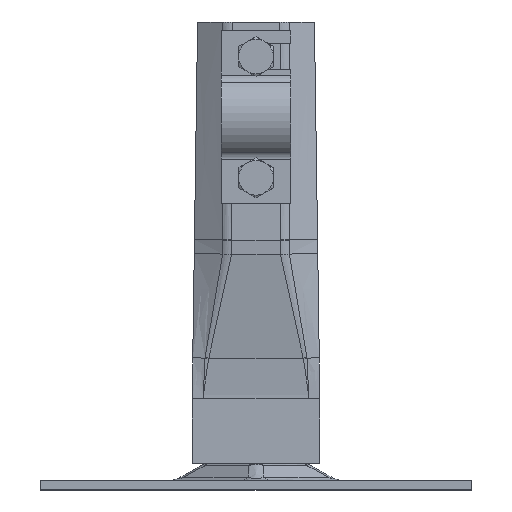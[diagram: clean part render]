
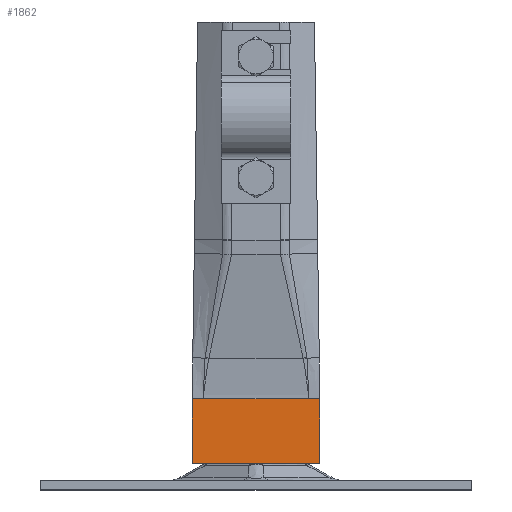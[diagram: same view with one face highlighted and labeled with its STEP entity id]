
A CAD part, top view. The second image highlights one B-rep face of the part: STEP entity #1862.
In plain terms, the highlighted face is planar.
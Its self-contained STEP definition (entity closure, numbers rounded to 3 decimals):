
#390 = DIRECTION ( 'NONE',  ( 0., 0., -1. ) ) ;
#666 = EDGE_CURVE ( 'NONE', #6797, #7822, #4323, .T. ) ;
#1180 = VERTEX_POINT ( 'NONE', #3329 ) ;
#1444 = AXIS2_PLACEMENT_3D ( 'NONE', #7894, #8619, #7253 ) ;
#1468 = CARTESIAN_POINT ( 'NONE',  ( 0., 2., -14.75 ) ) ;
#1697 = FACE_OUTER_BOUND ( 'NONE', #3594, .T. ) ;
#1862 = ADVANCED_FACE ( 'NONE', ( #1697 ), #6614, .F. ) ;
#1916 = CARTESIAN_POINT ( 'NONE',  ( 15., 2., 14.75 ) ) ;
#2068 = EDGE_CURVE ( 'NONE', #1180, #3529, #4283, .T. ) ;
#2087 = EDGE_CURVE ( 'NONE', #8164, #1180, #4869, .T. ) ;
#2192 = ORIENTED_EDGE ( 'NONE', *, *, #2363, .T. ) ;
#2264 = CARTESIAN_POINT ( 'NONE',  ( 15., 2., -12.25 ) ) ;
#2363 = EDGE_CURVE ( 'NONE', #6026, #8164, #6744, .T. ) ;
#2366 = DIRECTION ( 'NONE',  ( 1., 0., 0. ) ) ;
#2425 = LINE ( 'NONE', #8603, #8633 ) ;
#3044 = VECTOR ( 'NONE', #6243, 1000. ) ;
#3099 = CARTESIAN_POINT ( 'NONE',  ( 15., 2., 12.25 ) ) ;
#3259 = CARTESIAN_POINT ( 'NONE',  ( 15., 2., -12.25 ) ) ;
#3329 = CARTESIAN_POINT ( 'NONE',  ( 0., 2., -14.75 ) ) ;
#3529 = VERTEX_POINT ( 'NONE', #8631 ) ;
#3572 = ORIENTED_EDGE ( 'NONE', *, *, #666, .T. ) ;
#3594 = EDGE_LOOP ( 'NONE', ( #3572, #7524, #2192, #8344, #3684, #8099 ) ) ;
#3649 = DIRECTION ( 'NONE',  ( -1., 0., 0. ) ) ;
#3684 = ORIENTED_EDGE ( 'NONE', *, *, #2068, .T. ) ;
#3964 = DIRECTION ( 'NONE',  ( 0., 0., -1. ) ) ;
#4104 = VECTOR ( 'NONE', #3964, 1000. ) ;
#4283 = LINE ( 'NONE', #6429, #3044 ) ;
#4323 = LINE ( 'NONE', #5951, #6108 ) ;
#4572 = EDGE_CURVE ( 'NONE', #6026, #7822, #7825, .T. ) ;
#4633 = VECTOR ( 'NONE', #3649, 1000. ) ;
#4809 = CARTESIAN_POINT ( 'NONE',  ( 15., 2., -14.75 ) ) ;
#4869 = LINE ( 'NONE', #1468, #4633 ) ;
#5480 = EDGE_CURVE ( 'NONE', #3529, #6797, #2425, .T. ) ;
#5586 = VECTOR ( 'NONE', #5722, 1000. ) ;
#5722 = DIRECTION ( 'NONE',  ( 0., 0., 1. ) ) ;
#5951 = CARTESIAN_POINT ( 'NONE',  ( 15., 2., 14.75 ) ) ;
#6026 = VERTEX_POINT ( 'NONE', #3259 ) ;
#6108 = VECTOR ( 'NONE', #390, 1000. ) ;
#6243 = DIRECTION ( 'NONE',  ( 0., 0., 1. ) ) ;
#6429 = CARTESIAN_POINT ( 'NONE',  ( 0., 2., 14.75 ) ) ;
#6614 = PLANE ( 'NONE',  #1444 ) ;
#6744 = LINE ( 'NONE', #1916, #4104 ) ;
#6797 = VERTEX_POINT ( 'NONE', #8669 ) ;
#7253 = DIRECTION ( 'NONE',  ( 0., 0., -1. ) ) ;
#7524 = ORIENTED_EDGE ( 'NONE', *, *, #4572, .F. ) ;
#7822 = VERTEX_POINT ( 'NONE', #3099 ) ;
#7825 = LINE ( 'NONE', #2264, #5586 ) ;
#7894 = CARTESIAN_POINT ( 'NONE',  ( 0., 2., 0. ) ) ;
#8099 = ORIENTED_EDGE ( 'NONE', *, *, #5480, .T. ) ;
#8164 = VERTEX_POINT ( 'NONE', #4809 ) ;
#8344 = ORIENTED_EDGE ( 'NONE', *, *, #2087, .T. ) ;
#8603 = CARTESIAN_POINT ( 'NONE',  ( 0., 2., 14.75 ) ) ;
#8619 = DIRECTION ( 'NONE',  ( 0., -1., 0. ) ) ;
#8631 = CARTESIAN_POINT ( 'NONE',  ( 0., 2., 14.75 ) ) ;
#8633 = VECTOR ( 'NONE', #2366, 1000. ) ;
#8669 = CARTESIAN_POINT ( 'NONE',  ( 15., 2., 14.75 ) ) ;
